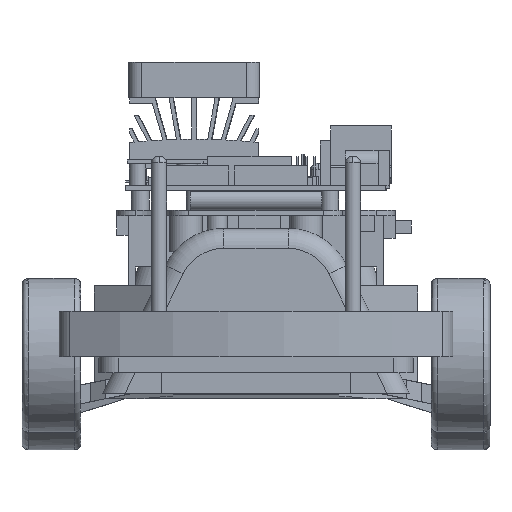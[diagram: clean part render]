
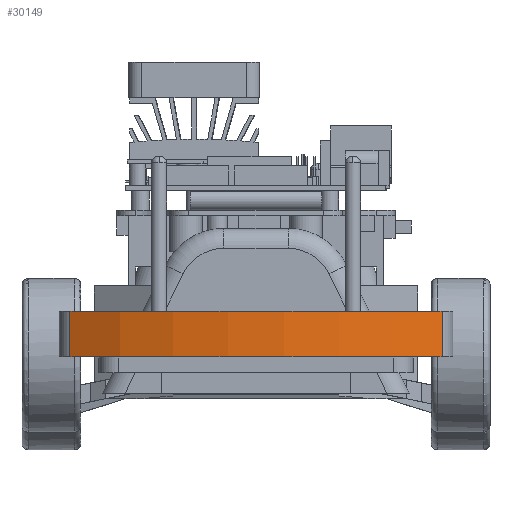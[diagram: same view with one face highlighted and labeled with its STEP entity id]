
A CAD part, left-side view. The second image highlights one B-rep face of the part: STEP entity #30149.
In plain terms, the highlighted cylindrical face has radius 107.692 mm (diameter 215.383 mm), a partial arc.
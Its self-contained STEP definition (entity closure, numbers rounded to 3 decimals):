
#398=LINE('',#42768,#4243);
#399=LINE('',#42769,#4244);
#4243=VECTOR('',#34331,13.95);
#4244=VECTOR('',#34332,13.95);
#8023=CYLINDRICAL_SURFACE('',#31931,107.692);
#8316=FACE_OUTER_BOUND('',#9969,.T.);
#9969=EDGE_LOOP('',(#19951,#19952,#19953,#19954));
#11829=CIRCLE('',#31923,107.692);
#11837=CIRCLE('',#31932,107.692);
#12479=VERTEX_POINT('',#42738);
#12480=VERTEX_POINT('',#42739);
#12491=VERTEX_POINT('',#42765);
#12492=VERTEX_POINT('',#42766);
#15438=EDGE_CURVE('',#12479,#12480,#11829,.T.);
#15452=EDGE_CURVE('',#12491,#12492,#11837,.T.);
#15453=EDGE_CURVE('',#12492,#12480,#398,.T.);
#15454=EDGE_CURVE('',#12491,#12479,#399,.T.);
#19951=ORIENTED_EDGE('',*,*,#15452,.T.);
#19952=ORIENTED_EDGE('',*,*,#15453,.T.);
#19953=ORIENTED_EDGE('',*,*,#15438,.F.);
#19954=ORIENTED_EDGE('',*,*,#15454,.F.);
#30149=ADVANCED_FACE('',(#8316),#8023,.T.);
#31923=AXIS2_PLACEMENT_3D('',#42740,#34305,#34306);
#31931=AXIS2_PLACEMENT_3D('',#42764,#34327,#34328);
#31932=AXIS2_PLACEMENT_3D('',#42767,#34329,#34330);
#34305=DIRECTION('center_axis',(0.,0.,
-1.));
#34306=DIRECTION('ref_axis',(-0.849,-0.528,0.));
#34327=DIRECTION('center_axis',(0.,0.,
-1.));
#34328=DIRECTION('ref_axis',(0.,-1.,0.));
#34329=DIRECTION('center_axis',(0.,0.,
-1.));
#34330=DIRECTION('ref_axis',(-0.849,-0.528,0.));
#34331=DIRECTION('',(0.,0.,-1.));
#34332=DIRECTION('',(0.,0.,-1.));
#42738=CARTESIAN_POINT('',(-50.879,-56.839,25.3));
#42739=CARTESIAN_POINT('',(-50.879,56.839,25.3));
#42740=CARTESIAN_POINT('Origin',(40.592,0.,25.3));
#42764=CARTESIAN_POINT('Origin',(40.592,0.,-12.141));
#42765=CARTESIAN_POINT('',(-50.879,-56.839,39.25));
#42766=CARTESIAN_POINT('',(-50.879,56.839,39.25));
#42767=CARTESIAN_POINT('Origin',(40.592,0.,39.25));
#42768=CARTESIAN_POINT('',(-50.879,56.839,39.25));
#42769=CARTESIAN_POINT('',(-50.879,-56.839,39.25));
